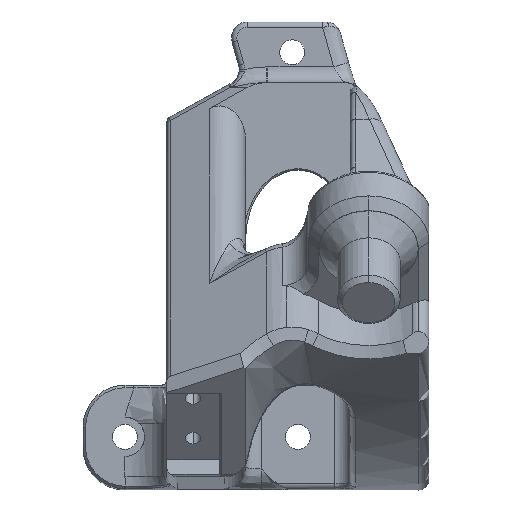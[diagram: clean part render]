
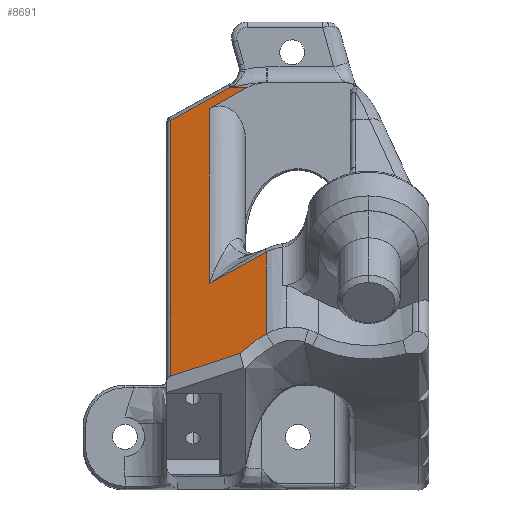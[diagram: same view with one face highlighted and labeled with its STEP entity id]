
A CAD part, top view. The second image highlights one B-rep face of the part: STEP entity #8691.
In plain terms, the highlighted planar face has unit normal (-0.39, 0.705, 0.592).
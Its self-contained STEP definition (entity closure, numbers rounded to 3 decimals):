
#37 = CARTESIAN_POINT ( 'NONE',  ( 66.715, 28.214, 68.771 ) ) ;
#99 = CARTESIAN_POINT ( 'NONE',  ( 58.048, 72.731, 10. ) ) ;
#530 = CARTESIAN_POINT ( 'NONE',  ( 50.61, 70.327, 7.959 ) ) ;
#640 = VERTEX_POINT ( 'NONE', #10989 ) ;
#767 = LINE ( 'NONE', #13440, #2491 ) ;
#851 = LINE ( 'NONE', #5174, #10698 ) ;
#897 = CARTESIAN_POINT ( 'NONE',  ( 50.61, 70.466, 7.792 ) ) ;
#976 = DIRECTION ( 'NONE',  ( -0.39, 0.705, 0.592 ) ) ;
#1160 = CARTESIAN_POINT ( 'NONE',  ( 65.532, 27.312, 69.065 ) ) ;
#1214 = AXIS2_PLACEMENT_3D ( 'NONE', #4977, #976, #9296 ) ;
#1229 = CARTESIAN_POINT ( 'NONE',  ( 66.987, 28.407, 68.721 ) ) ;
#1333 = CARTESIAN_POINT ( 'NONE',  ( 47.348, 66.809, 10. ) ) ;
#1649 = DIRECTION ( 'NONE',  ( 0., 0.643, -0.766 ) ) ;
#1720 = ORIENTED_EDGE ( 'NONE', *, *, #13205, .F. ) ;
#1778 = EDGE_CURVE ( 'NONE', #2024, #3111, #4439, .T. ) ;
#1897 = LINE ( 'NONE', #6223, #8459 ) ;
#2024 = VERTEX_POINT ( 'NONE', #897 ) ;
#2082 = CARTESIAN_POINT ( 'NONE',  ( 64.291, 26.245, 69.518 ) ) ;
#2153 = CARTESIAN_POINT ( 'NONE',  ( 65.919, 27.62, 68.954 ) ) ;
#2289 = CARTESIAN_POINT ( 'NONE',  ( 64.042, 26.013, 69.631 ) ) ;
#2458 = EDGE_CURVE ( 'NONE', #3670, #2024, #6902, .T. ) ;
#2491 = VECTOR ( 'NONE', #3886, 1000. ) ;
#2819 = DIRECTION ( 'NONE',  ( 0.875, 0.484, 0. ) ) ;
#2951 = VECTOR ( 'NONE', #8822, 1000. ) ;
#3111 = VERTEX_POINT ( 'NONE', #10488 ) ;
#3302 = CARTESIAN_POINT ( 'NONE',  ( 63.978, 25.952, 69.661 ) ) ;
#3670 = VERTEX_POINT ( 'NONE', #6112 ) ;
#3794 = EDGE_CURVE ( 'NONE', #4060, #7511, #12025, .T. ) ;
#3886 = DIRECTION ( 'NONE',  ( 0., -0.643, 0.766 ) ) ;
#4060 = VERTEX_POINT ( 'NONE', #99 ) ;
#4159 = ORIENTED_EDGE ( 'NONE', *, *, #10676, .F. ) ;
#4176 = DIRECTION ( 'NONE',  ( 0., -0.643, 0.766 ) ) ;
#4273 = ORIENTED_EDGE ( 'NONE', *, *, #6484, .F. ) ;
#4348 = CARTESIAN_POINT ( 'NONE',  ( 67.815, 28.973, 68.592 ) ) ;
#4439 = LINE ( 'NONE', #6497, #13973 ) ;
#4492 = CARTESIAN_POINT ( 'NONE',  ( 66.181, 27.821, 68.888 ) ) ;
#4602 = B_SPLINE_CURVE_WITH_KNOTS ( 'NONE', 3,
 ( #6549, #13974, #4348, #1229, #37, #4492, #2153, #1160, #7557, #9875, #8543, #13050, #10795, #12980, #2082, #7490, #2289, #10865 ),
 .UNSPECIFIED., .F., .F.,
 ( 4, 2, 2, 2, 2, 2, 2, 2, 4 ),
 ( 0., 0.319, 0.478, 0.637, 0.717, 0.797, 0.876, 0.956, 1. ),
 .UNSPECIFIED. ) ;
#4880 = CARTESIAN_POINT ( 'NONE',  ( 68.974, 45.347, 49.843 ) ) ;
#4977 = CARTESIAN_POINT ( 'NONE',  ( 75.222, 16.45, 88.403 ) ) ;
#5174 = CARTESIAN_POINT ( 'NONE',  ( 108.296, 76.826, 38.267 ) ) ;
#5320 = EDGE_CURVE ( 'NONE', #640, #8821, #4602, .T. ) ;
#5563 = LINE ( 'NONE', #12133, #2951 ) ;
#6112 = CARTESIAN_POINT ( 'NONE',  ( 50.61, 21.609, 66.018 ) ) ;
#6223 = CARTESIAN_POINT ( 'NONE',  ( 70.672, 46.287, 49.843 ) ) ;
#6307 = LINE ( 'NONE', #7443, #13554 ) ;
#6394 = ORIENTED_EDGE ( 'NONE', *, *, #5320, .F. ) ;
#6484 = EDGE_CURVE ( 'NONE', #3111, #7511, #851, .T. ) ;
#6497 = CARTESIAN_POINT ( 'NONE',  ( 62.777, 77.201, 7.792 ) ) ;
#6549 = CARTESIAN_POINT ( 'NONE',  ( 68.974, 29.68, 68.515 ) ) ;
#6609 = EDGE_CURVE ( 'NONE', #8014, #12284, #1897, .T. ) ;
#6902 = LINE ( 'NONE', #530, #8527 ) ;
#7443 = CARTESIAN_POINT ( 'NONE',  ( 58.048, 44.896, 43.173 ) ) ;
#7490 = CARTESIAN_POINT ( 'NONE',  ( 64.107, 26.074, 69.601 ) ) ;
#7511 = VERTEX_POINT ( 'NONE', #10695 ) ;
#7557 = CARTESIAN_POINT ( 'NONE',  ( 65.404, 27.209, 69.105 ) ) ;
#7973 = ORIENTED_EDGE ( 'NONE', *, *, #11564, .F. ) ;
#8014 = VERTEX_POINT ( 'NONE', #13430 ) ;
#8354 = ORIENTED_EDGE ( 'NONE', *, *, #3794, .T. ) ;
#8459 = VECTOR ( 'NONE', #2819, 1000. ) ;
#8501 = DIRECTION ( 'NONE',  ( 0.835, 0., 0.551 ) ) ;
#8527 = VECTOR ( 'NONE', #1649, 1000. ) ;
#8543 = CARTESIAN_POINT ( 'NONE',  ( 65.026, 26.894, 69.23 ) ) ;
#8617 = ORIENTED_EDGE ( 'NONE', *, *, #6609, .F. ) ;
#8691 = ADVANCED_FACE ( 'NONE', ( #12470 ), #12796, .T. ) ;
#8696 = DIRECTION ( 'NONE',  ( 0.875, 0.484, 0. ) ) ;
#8806 = ORIENTED_EDGE ( 'NONE', *, *, #1778, .F. ) ;
#8821 = VERTEX_POINT ( 'NONE', #3302 ) ;
#8822 = DIRECTION ( 'NONE',  ( -0.921, -0.299, -0.251 ) ) ;
#9296 = DIRECTION ( 'NONE',  ( 0., -0.643, 0.766 ) ) ;
#9875 = CARTESIAN_POINT ( 'NONE',  ( 65.151, 26.999, 69.187 ) ) ;
#9949 = VECTOR ( 'NONE', #13019, 1000. ) ;
#10488 = CARTESIAN_POINT ( 'NONE',  ( 62.099, 76.826, 7.792 ) ) ;
#10676 = EDGE_CURVE ( 'NONE', #12284, #640, #767, .T. ) ;
#10695 = CARTESIAN_POINT ( 'NONE',  ( 65.446, 76.826, 10. ) ) ;
#10698 = VECTOR ( 'NONE', #8501, 1000. ) ;
#10795 = CARTESIAN_POINT ( 'NONE',  ( 64.655, 26.573, 69.368 ) ) ;
#10865 = CARTESIAN_POINT ( 'NONE',  ( 63.978, 25.952, 69.661 ) ) ;
#10989 = CARTESIAN_POINT ( 'NONE',  ( 68.974, 29.68, 68.515 ) ) ;
#11564 = EDGE_CURVE ( 'NONE', #4060, #8014, #6307, .T. ) ;
#12025 = LINE ( 'NONE', #1333, #9949 ) ;
#12133 = CARTESIAN_POINT ( 'NONE',  ( 75.222, 29.604, 72.726 ) ) ;
#12284 = VERTEX_POINT ( 'NONE', #4880 ) ;
#12470 = FACE_OUTER_BOUND ( 'NONE', #12552, .T. ) ;
#12552 = EDGE_LOOP ( 'NONE', ( #1720, #6394, #4159, #8617, #7973, #8354, #4273, #8806, #12852 ) ) ;
#12796 = PLANE ( 'NONE',  #1214 ) ;
#12852 = ORIENTED_EDGE ( 'NONE', *, *, #2458, .F. ) ;
#12980 = CARTESIAN_POINT ( 'NONE',  ( 64.411, 26.355, 69.467 ) ) ;
#13019 = DIRECTION ( 'NONE',  ( 0.875, 0.484, 0. ) ) ;
#13050 = CARTESIAN_POINT ( 'NONE',  ( 64.777, 26.68, 69.321 ) ) ;
#13205 = EDGE_CURVE ( 'NONE', #8821, #3670, #5563, .T. ) ;
#13430 = CARTESIAN_POINT ( 'NONE',  ( 58.048, 39.299, 49.843 ) ) ;
#13440 = CARTESIAN_POINT ( 'NONE',  ( 68.974, 14.421, 86.7 ) ) ;
#13554 = VECTOR ( 'NONE', #4176, 1000. ) ;
#13973 = VECTOR ( 'NONE', #8696, 1000. ) ;
#13974 = CARTESIAN_POINT ( 'NONE',  ( 68.386, 29.335, 68.538 ) ) ;
